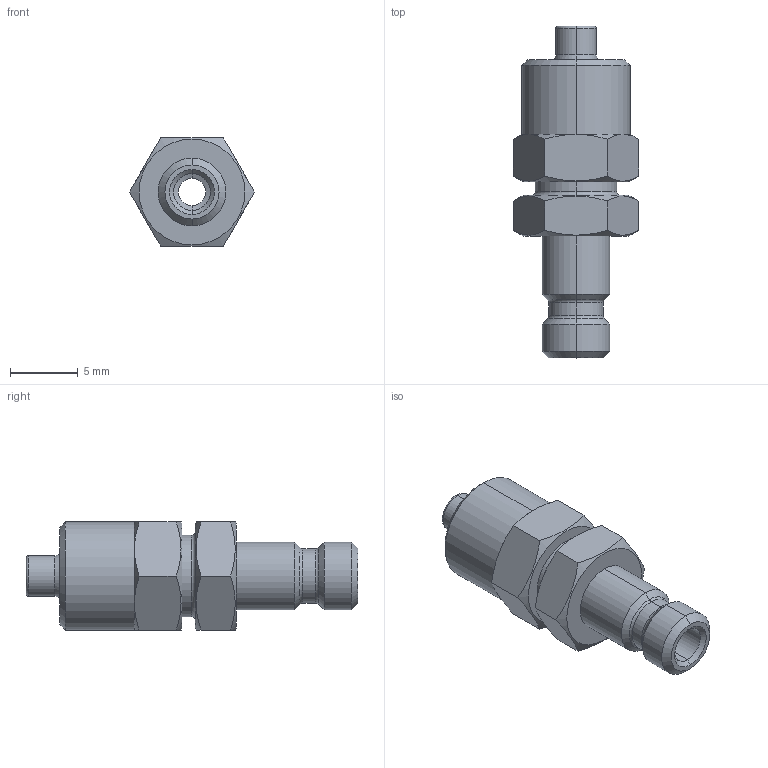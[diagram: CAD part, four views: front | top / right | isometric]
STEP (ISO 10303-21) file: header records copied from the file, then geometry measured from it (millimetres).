
FILE_DESCRIPTION (( 'STEP AP203' ), '1' );
FILE_NAME ('07201320.STEP', '2011-07-19T15:31:09', ( 'Flavio' ), ( '' ), 'SwSTEP 2.0', 'SolidWorks 2011', '' );
FILE_SCHEMA (( 'CONFIG_CONTROL_DESIGN' ));
Length unit declared in the file: millimetre
Products named in the file (1): 07201320
Bounding box: 9.24 x 24.5 x 8 mm (x, y, z)
Volume: 721.7 mm3; surface area: 819.3 mm2
Topology: 1 solids, 1 shells, 68 faces, 150 edges, 88 vertices
Faces by surface type: cone 26, plane 18, cylinder 16, torus 8
Entity records: 2057 total; most frequent: CARTESIAN_POINT 503, DIRECTION 318, ORIENTED_EDGE 300, EDGE_CURVE 150, AXIS2_PLACEMENT_3D 135, VERTEX_POINT 88, EDGE_LOOP 74, FACE_OUTER_BOUND 68
